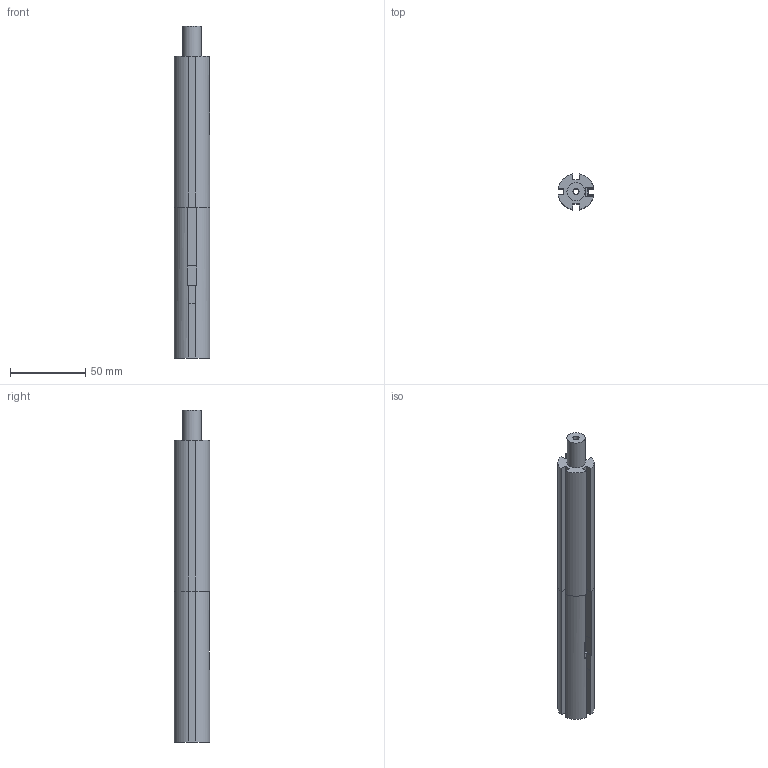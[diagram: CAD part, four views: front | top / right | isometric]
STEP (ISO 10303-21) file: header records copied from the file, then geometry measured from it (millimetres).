
FILE_DESCRIPTION(/* description */ ('STEP AP242','CAx-IF Rec.Pracs.---Representation and Presentation of Product Manufacturing Information (PMI)---4.0---2014-10-13','CAx-IF Rec.Pracs.---3D Tessellated Geometry---0.4---2014-09-14','2;1','CAx-IF Rec.Pracs.---User Defined Attributes---1.5---2016-08-15'),/* implementation_level */ '2;1');
FILE_NAME(/* name */ '690b7bd24f7ccb00c6711bb4',/* time_stamp */ '2025-11-05T16:31:15Z',/* author */ (''),/* organization */ (''),/* preprocessor_version */ 'ST-DEVELOPER v20',/* originating_system */ 'ONSHAPE BY PTC INC, 1.206',/* authorisation */ ' ');
FILE_SCHEMA (('AP242_MANAGED_MODEL_BASED_3D_ENGINEERING_MIM_LF { 1 0 10303 442 1 1 4 }'));
Length unit declared in the file: metre
Products named in the file (3): Partie centrale; Part 1; Part 2
Assembly tree (3 placements, depth 2):
  Partie centrale
    Part 1  x2
    Part 2
Bounding box: 23.66 x 23.66 x 220 mm (x, y, z)
Volume: 75072.4 mm3; surface area: 26857.4 mm2
Topology: 3 solids, 3 shells, 66 faces, 180 edges, 120 vertices
Faces by surface type: plane 54, cylinder 12
Full cylindrical faces by diameter (mm): 4 x3, 12 x1
Entity records: 1156 total; most frequent: CARTESIAN_POINT 191, DIRECTION 188, ORIENTED_EDGE 180, EDGE_CURVE 90, LINE 70, VECTOR 70, VERTEX_POINT 62, AXIS2_PLACEMENT_3D 59
